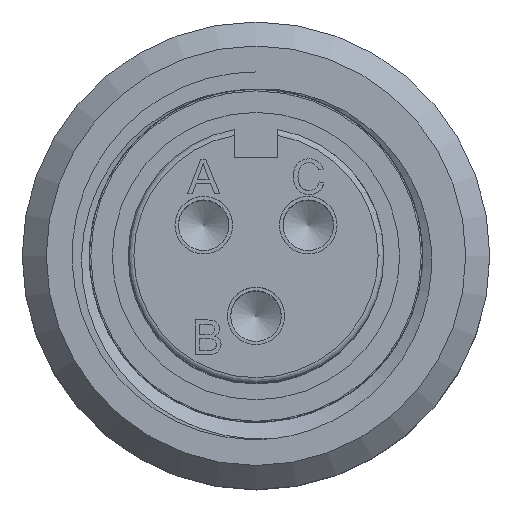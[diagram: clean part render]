
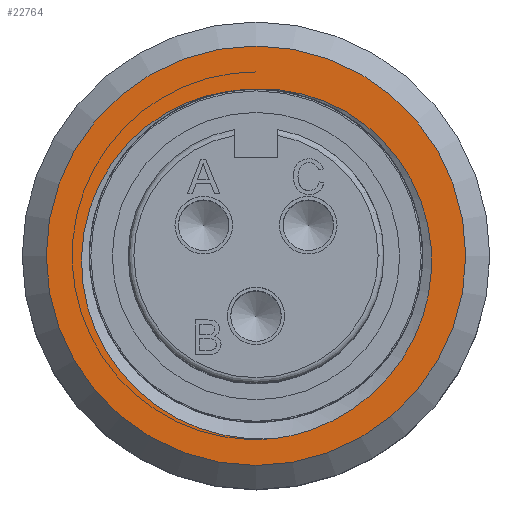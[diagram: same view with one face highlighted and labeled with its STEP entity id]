
A CAD part, top view. The second image highlights one B-rep face of the part: STEP entity #22764.
In plain terms, the highlighted planar face has unit normal (0, 0, 1).
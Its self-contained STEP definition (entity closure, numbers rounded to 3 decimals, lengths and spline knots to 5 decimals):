
#949=PLANE('',#26115);
#1516=B_SPLINE_CURVE_WITH_KNOTS('',3,(#56493,#56494,#56495,#56496,#56497,
#56498,#56499,#56500,#56501,#56502,#56503,#56504,#56505,#56506,#56507,#56508,
#56509,#56510,#56511,#56512,#56513,#56514),.UNSPECIFIED.,.F.,.F.,(4,3,3,
3,3,3,3,4),(0.,0.4041,0.80228,1.19428,1.57994,
1.95965,2.33309,2.37152),.UNSPECIFIED.);
#1517=B_SPLINE_CURVE_WITH_KNOTS('',3,(#56517,#56518,#56519,#56520,#56521,
#56522,#56523,#56524,#56525,#56526,#56527,#56528,#56529,#56530,#56531,#56532,
#56533,#56534,#56535,#56536,#56537,#56538),.UNSPECIFIED.,.F.,.F.,(4,3,3,
3,3,3,3,4),(0.,0.37252,0.75136,1.13627,1.52707,
1.92417,2.32728,2.36656),.UNSPECIFIED.);
#2433=FACE_BOUND('',#5193,.T.);
#3680=FACE_OUTER_BOUND('',#5192,.T.);
#5192=EDGE_LOOP('',(#19439));
#5193=EDGE_LOOP('',(#19440,#19441,#19442));
#7535=CIRCLE('',#26114,0.365);
#7536=CIRCLE('',#26116,0.29);
#9345=VERTEX_POINT('',#56488);
#9346=VERTEX_POINT('',#56491);
#9347=VERTEX_POINT('',#56492);
#9348=VERTEX_POINT('',#56515);
#12598=EDGE_CURVE('',#9345,#9345,#7535,.T.);
#12599=EDGE_CURVE('',#9346,#9347,#1516,.T.);
#12600=EDGE_CURVE('',#9347,#9348,#7536,.T.);
#12601=EDGE_CURVE('',#9348,#9346,#1517,.T.);
#19439=ORIENTED_EDGE('',*,*,#12598,.F.);
#19440=ORIENTED_EDGE('',*,*,#12599,.T.);
#19441=ORIENTED_EDGE('',*,*,#12600,.T.);
#19442=ORIENTED_EDGE('',*,*,#12601,.T.);
#22764=ADVANCED_FACE('',(#3680,#2433),#949,.F.);
#26114=AXIS2_PLACEMENT_3D('',#56489,#32866,#32867);
#26115=AXIS2_PLACEMENT_3D('',#56490,#32868,#32869);
#26116=AXIS2_PLACEMENT_3D('',#56516,#32870,#32871);
#32866=DIRECTION('center_axis',(0.,0.,
-1.));
#32867=DIRECTION('ref_axis',(0.,-1.,0.));
#32868=DIRECTION('center_axis',(0.,0.,
-1.));
#32869=DIRECTION('ref_axis',(0.,-1.,0.));
#32870=DIRECTION('center_axis',(0.,0.,
-1.));
#32871=DIRECTION('ref_axis',(0.,1.,0.));
#56488=CARTESIAN_POINT('',(0.,0.365,0.5));
#56489=CARTESIAN_POINT('Origin',(0.,0.,
0.5));
#56490=CARTESIAN_POINT('Origin',(0.,0.,
0.5));
#56491=CARTESIAN_POINT('',(0.03017,-0.31857,0.5));
#56492=CARTESIAN_POINT('',(-0.05443,0.28485,0.5));
#56493=CARTESIAN_POINT('Ctrl Pts',(0.03017,-0.31857,
0.5));
#56494=CARTESIAN_POINT('Ctrl Pts',(-0.02276,-0.32195,
0.5));
#56495=CARTESIAN_POINT('Ctrl Pts',(-0.07625,-0.31194,
0.5));
#56496=CARTESIAN_POINT('Ctrl Pts',(-0.1241,-0.28965,
0.5));
#56497=CARTESIAN_POINT('Ctrl Pts',(-0.17125,-0.26768,
0.5));
#56498=CARTESIAN_POINT('Ctrl Pts',(-0.21293,-0.23368,
0.5));
#56499=CARTESIAN_POINT('Ctrl Pts',(-0.24376,-0.19184,
0.5));
#56500=CARTESIAN_POINT('Ctrl Pts',(-0.27411,-0.15066,
0.5));
#56501=CARTESIAN_POINT('Ctrl Pts',(-0.29409,-0.10171,
0.5));
#56502=CARTESIAN_POINT('Ctrl Pts',(-0.301,-0.05092,
0.5));
#56503=CARTESIAN_POINT('Ctrl Pts',(-0.30781,-0.00096,
0.5));
#56504=CARTESIAN_POINT('Ctrl Pts',(-0.30197,0.05069,
0.5));
#56505=CARTESIAN_POINT('Ctrl Pts',(-0.284,0.09779,
0.5));
#56506=CARTESIAN_POINT('Ctrl Pts',(-0.26631,0.14417,
0.5));
#56507=CARTESIAN_POINT('Ctrl Pts',(-0.23688,0.18603,
0.5));
#56508=CARTESIAN_POINT('Ctrl Pts',(-0.19921,0.21819,
0.5));
#56509=CARTESIAN_POINT('Ctrl Pts',(-0.16216,0.24982,
0.5));
#56510=CARTESIAN_POINT('Ctrl Pts',(-0.11703,0.27213,0.5));
#56511=CARTESIAN_POINT('Ctrl Pts',(-0.06927,0.28216,
0.5));
#56512=CARTESIAN_POINT('Ctrl Pts',(-0.06436,0.28319,
0.5));
#56513=CARTESIAN_POINT('Ctrl Pts',(-0.05941,0.28409,
0.5));
#56514=CARTESIAN_POINT('Ctrl Pts',(-0.05444,0.28486,
0.5));
#56515=CARTESIAN_POINT('',(0.,0.29,0.5));
#56516=CARTESIAN_POINT('Origin',(0.,0.,
0.5));
#56517=CARTESIAN_POINT('Ctrl Pts',(0.,0.29,0.5));
#56518=CARTESIAN_POINT('Ctrl Pts',(0.04886,0.29166,
0.5));
#56519=CARTESIAN_POINT('Ctrl Pts',(0.09785,0.28076,
0.5));
#56520=CARTESIAN_POINT('Ctrl Pts',(0.14135,0.25887,
0.5));
#56521=CARTESIAN_POINT('Ctrl Pts',(0.18559,0.2366,0.5));
#56522=CARTESIAN_POINT('Ctrl Pts',(0.22415,0.20287,0.5));
#56523=CARTESIAN_POINT('Ctrl Pts',(0.25227,0.16212,
0.5));
#56524=CARTESIAN_POINT('Ctrl Pts',(0.28083,0.12072,0.5));
#56525=CARTESIAN_POINT('Ctrl Pts',(0.29879,0.0719,
0.5));
#56526=CARTESIAN_POINT('Ctrl Pts',(0.30401,0.02174,
0.5));
#56527=CARTESIAN_POINT('Ctrl Pts',(0.30931,-0.02918,
0.5));
#56528=CARTESIAN_POINT('Ctrl Pts',(0.30151,-0.08141,
0.5));
#56529=CARTESIAN_POINT('Ctrl Pts',(0.28172,-0.12866,
0.5));
#56530=CARTESIAN_POINT('Ctrl Pts',(0.26161,-0.17667,
0.5));
#56531=CARTESIAN_POINT('Ctrl Pts',(0.22917,-0.21944,
0.5));
#56532=CARTESIAN_POINT('Ctrl Pts',(0.18855,-0.25187,
0.5));
#56533=CARTESIAN_POINT('Ctrl Pts',(0.14732,-0.2848,0.5));
#56534=CARTESIAN_POINT('Ctrl Pts',(0.09757,-0.30716,
0.5));
#56535=CARTESIAN_POINT('Ctrl Pts',(0.04548,-0.3163,
0.5));
#56536=CARTESIAN_POINT('Ctrl Pts',(0.0404,-0.31719,
0.5));
#56537=CARTESIAN_POINT('Ctrl Pts',(0.0353,-0.31795,
0.5));
#56538=CARTESIAN_POINT('Ctrl Pts',(0.03017,-0.3186,
0.5));
